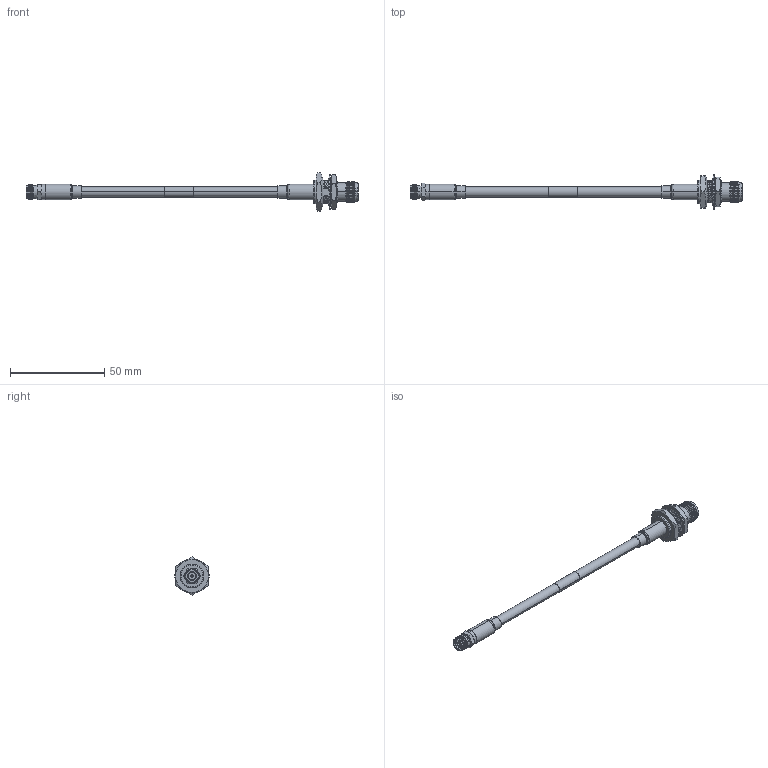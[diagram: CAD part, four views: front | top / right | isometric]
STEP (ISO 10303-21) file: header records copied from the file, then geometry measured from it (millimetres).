
FILE_DESCRIPTION (( 'STEP AP203' ), '1' );
FILE_NAME ('FMCA2744.STEP', '2022-03-09T18:47:01', ( '' ), ( '' ), 'SwSTEP 2.0', 'SolidWorks 2021', '' );
FILE_SCHEMA (( 'CONFIG_CONTROL_DESIGN' ));
Length unit declared in the file: millimetre
Products named in the file (10): FMCN1761_FERRULE; CA-240-MA1_.75" Long; FMCN1761; PE4412-MA3; FMCN1747___; PE4412-MA1; RG223_with label; FMCA2744; PE4412-MA2
Assembly tree (10 placements, depth 3):
  FMCA2744
    RG223_with label
    CA-240-MA1_.75" Long  x2
    FMCN1747___
      PE4412-MA1
      PE4412-MA2
      PE4412-MA3
    FMCN1761
      FMCN1761
      FMCN1761_FERRULE
Bounding box: 176.4 x 18.34 x 20.21 mm (x, y, z)
Volume: 6561.3 mm3; surface area: 9656 mm2
Topology: 12 solids, 13 shells, 895 faces, 2138 edges, 1283 vertices
Faces by surface type: bspline 395, cylinder 226, plane 139, cone 113, torus 22
Entity records: 43294 total; most frequent: CARTESIAN_POINT 26732, ORIENTED_EDGE 4180, DIRECTION 2166, EDGE_CURVE 2090, VERTEX_POINT 1259, EDGE_LOOP 909, AXIS2_PLACEMENT_3D 893, FACE_OUTER_BOUND 873
